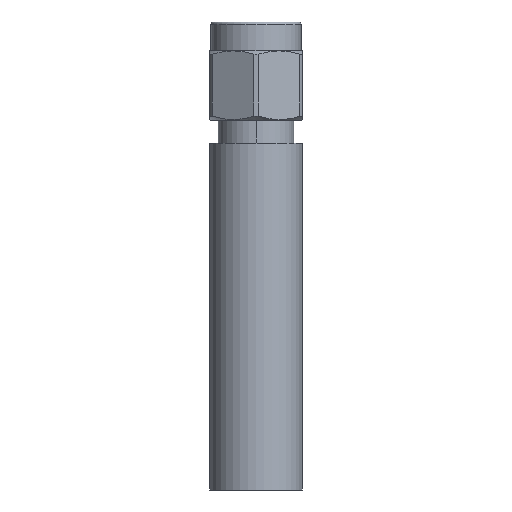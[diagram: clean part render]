
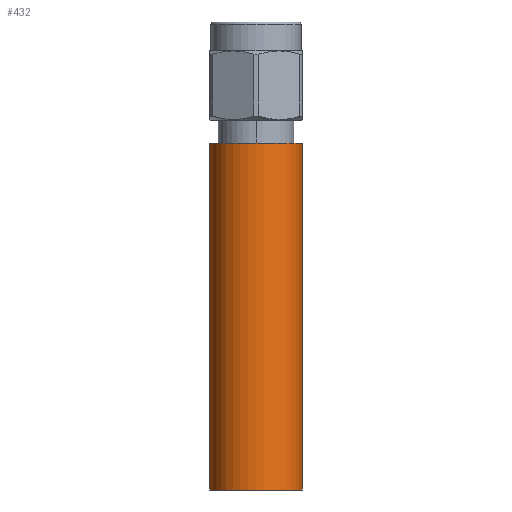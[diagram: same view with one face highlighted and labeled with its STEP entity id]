
A CAD part, front view. The second image highlights one B-rep face of the part: STEP entity #432.
In plain terms, the highlighted cylindrical face has radius 4 mm (diameter 8 mm), a partial arc.
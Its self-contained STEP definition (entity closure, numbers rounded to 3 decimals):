
#13 = ORIENTED_EDGE ( 'NONE', *, *, #1070, .F. ) ;
#107 = LINE ( 'NONE', #1865, #223 ) ;
#139 = ORIENTED_EDGE ( 'NONE', *, *, #582, .F. ) ;
#223 = VECTOR ( 'NONE', #981, 1000. ) ;
#330 = DIRECTION ( 'NONE',  ( 0., 0., 1. ) ) ;
#425 = FACE_OUTER_BOUND ( 'NONE', #1736, .T. ) ;
#432 = ADVANCED_FACE ( 'NONE', ( #425 ), #614, .T. ) ;
#506 = ORIENTED_EDGE ( 'NONE', *, *, #2142, .T. ) ;
#507 = CARTESIAN_POINT ( 'NONE',  ( 4., 0., 15.3 ) ) ;
#523 = CIRCLE ( 'NONE', #1623, 4. ) ;
#582 = EDGE_CURVE ( 'NONE', #1795, #836, #1220, .T. ) ;
#614 = CYLINDRICAL_SURFACE ( 'NONE', #1390, 4. ) ;
#701 = CARTESIAN_POINT ( 'NONE',  ( -4., 0., -14.7 ) ) ;
#836 = VERTEX_POINT ( 'NONE', #2052 ) ;
#860 = CARTESIAN_POINT ( 'NONE',  ( 4., 0., 15.3 ) ) ;
#869 = DIRECTION ( 'NONE',  ( 0., 0., 1. ) ) ;
#936 = VECTOR ( 'NONE', #1569, 1000. ) ;
#967 = ORIENTED_EDGE ( 'NONE', *, *, #2097, .T. ) ;
#981 = DIRECTION ( 'NONE',  ( 0., 0., -1. ) ) ;
#983 = DIRECTION ( 'NONE',  ( -1., 0., 0. ) ) ;
#1017 = AXIS2_PLACEMENT_3D ( 'NONE', #1647, #330, #1285 ) ;
#1070 = EDGE_CURVE ( 'NONE', #1477, #1795, #2071, .T. ) ;
#1087 = VERTEX_POINT ( 'NONE', #701 ) ;
#1126 = CARTESIAN_POINT ( 'NONE',  ( -4., 0., 15.3 ) ) ;
#1220 = LINE ( 'NONE', #507, #936 ) ;
#1285 = DIRECTION ( 'NONE',  ( 1., 0., 0. ) ) ;
#1390 = AXIS2_PLACEMENT_3D ( 'NONE', #2056, #1878, #983 ) ;
#1477 = VERTEX_POINT ( 'NONE', #1126 ) ;
#1569 = DIRECTION ( 'NONE',  ( 0., 0., -1. ) ) ;
#1623 = AXIS2_PLACEMENT_3D ( 'NONE', #1772, #869, #2302 ) ;
#1647 = CARTESIAN_POINT ( 'NONE',  ( 0., 0., 15.3 ) ) ;
#1736 = EDGE_LOOP ( 'NONE', ( #139, #13, #967, #506 ) ) ;
#1772 = CARTESIAN_POINT ( 'NONE',  ( 0., 0., -14.7 ) ) ;
#1795 = VERTEX_POINT ( 'NONE', #860 ) ;
#1865 = CARTESIAN_POINT ( 'NONE',  ( -4., 0., 15.3 ) ) ;
#1878 = DIRECTION ( 'NONE',  ( 0., 0., -1. ) ) ;
#2052 = CARTESIAN_POINT ( 'NONE',  ( 4., 0., -14.7 ) ) ;
#2056 = CARTESIAN_POINT ( 'NONE',  ( 0., 0., 15.3 ) ) ;
#2071 = CIRCLE ( 'NONE', #1017, 4. ) ;
#2097 = EDGE_CURVE ( 'NONE', #1477, #1087, #107, .T. ) ;
#2142 = EDGE_CURVE ( 'NONE', #1087, #836, #523, .T. ) ;
#2302 = DIRECTION ( 'NONE',  ( 1., 0., 0. ) ) ;
